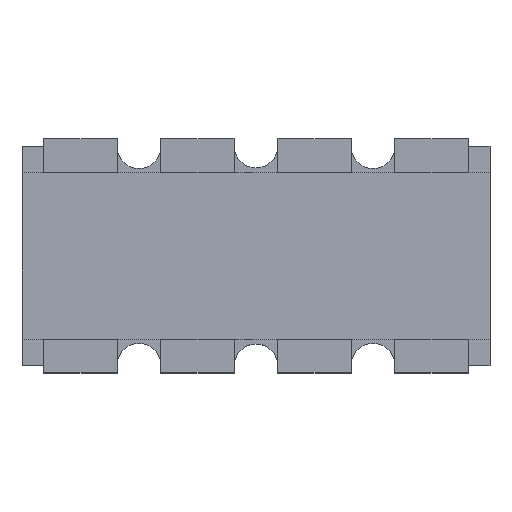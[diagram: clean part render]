
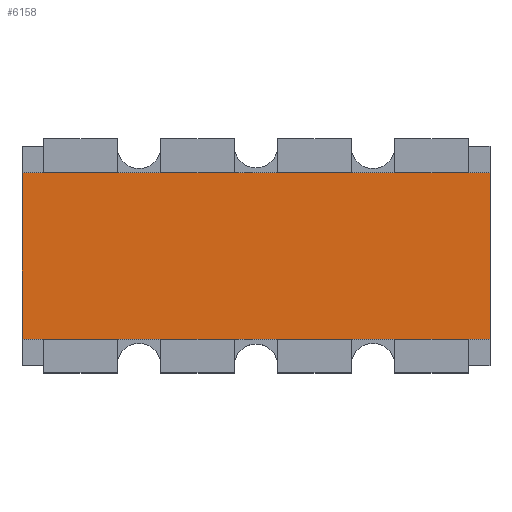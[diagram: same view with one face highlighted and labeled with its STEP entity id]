
A CAD part, top view. The second image highlights one B-rep face of the part: STEP entity #6158.
In plain terms, the highlighted planar face has unit normal (0, 0, 1).
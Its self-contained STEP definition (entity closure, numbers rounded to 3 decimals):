
#5844 = VERTEX_POINT('',#5845);
#5845 = CARTESIAN_POINT('',(-1.6,0.57,0.5));
#5852 = PLANE('',#5853);
#5853 = AXIS2_PLACEMENT_3D('',#5854,#5855,#5856);
#5854 = CARTESIAN_POINT('',(-1.6,0.57,0.45));
#5855 = DIRECTION('',(0.,1.,0.));
#5856 = DIRECTION('',(1.,0.,0.));
#5864 = PLANE('',#5865);
#5865 = AXIS2_PLACEMENT_3D('',#5866,#5867,#5868);
#5866 = CARTESIAN_POINT('',(-1.6,-0.57,0.45));
#5867 = DIRECTION('',(-1.,0.,0.));
#5868 = DIRECTION('',(0.,1.,0.));
#5876 = EDGE_CURVE('',#5844,#5877,#5879,.T.);
#5877 = VERTEX_POINT('',#5878);
#5878 = CARTESIAN_POINT('',(1.6,0.57,0.5));
#5879 = SURFACE_CURVE('',#5880,(#5884,#5891),.PCURVE_S1.);
#5880 = LINE('',#5881,#5882);
#5881 = CARTESIAN_POINT('',(-1.6,0.57,0.5));
#5882 = VECTOR('',#5883,1.);
#5883 = DIRECTION('',(1.,0.,0.));
#5884 = PCURVE('',#5852,#5885);
#5885 = DEFINITIONAL_REPRESENTATION('',(#5886),#5890);
#5886 = LINE('',#5887,#5888);
#5887 = CARTESIAN_POINT('',(0.,-0.05));
#5888 = VECTOR('',#5889,1.);
#5889 = DIRECTION('',(1.,0.));
#5890 = ( GEOMETRIC_REPRESENTATION_CONTEXT(2) 
PARAMETRIC_REPRESENTATION_CONTEXT() REPRESENTATION_CONTEXT('2D SPACE',''
  ) );
#5891 = PCURVE('',#5892,#5897);
#5892 = PLANE('',#5893);
#5893 = AXIS2_PLACEMENT_3D('',#5894,#5895,#5896);
#5894 = CARTESIAN_POINT('',(-1.6,0.57,0.5));
#5895 = DIRECTION('',(0.,0.,1.));
#5896 = DIRECTION('',(1.,0.,0.));
#5897 = DEFINITIONAL_REPRESENTATION('',(#5898),#5902);
#5898 = LINE('',#5899,#5900);
#5899 = CARTESIAN_POINT('',(0.,0.));
#5900 = VECTOR('',#5901,1.);
#5901 = DIRECTION('',(1.,0.));
#5902 = ( GEOMETRIC_REPRESENTATION_CONTEXT(2) 
PARAMETRIC_REPRESENTATION_CONTEXT() REPRESENTATION_CONTEXT('2D SPACE',''
  ) );
#5920 = PLANE('',#5921);
#5921 = AXIS2_PLACEMENT_3D('',#5922,#5923,#5924);
#5922 = CARTESIAN_POINT('',(1.6,0.57,0.45));
#5923 = DIRECTION('',(1.,0.,0.));
#5924 = DIRECTION('',(0.,-1.,0.));
#5962 = EDGE_CURVE('',#5877,#5963,#5965,.T.);
#5963 = VERTEX_POINT('',#5964);
#5964 = CARTESIAN_POINT('',(1.6,-0.57,0.5));
#5965 = SURFACE_CURVE('',#5966,(#5970,#5977),.PCURVE_S1.);
#5966 = LINE('',#5967,#5968);
#5967 = CARTESIAN_POINT('',(1.6,0.57,0.5));
#5968 = VECTOR('',#5969,1.);
#5969 = DIRECTION('',(0.,-1.,0.));
#5970 = PCURVE('',#5920,#5971);
#5971 = DEFINITIONAL_REPRESENTATION('',(#5972),#5976);
#5972 = LINE('',#5973,#5974);
#5973 = CARTESIAN_POINT('',(0.,-0.05));
#5974 = VECTOR('',#5975,1.);
#5975 = DIRECTION('',(1.,0.));
#5976 = ( GEOMETRIC_REPRESENTATION_CONTEXT(2) 
PARAMETRIC_REPRESENTATION_CONTEXT() REPRESENTATION_CONTEXT('2D SPACE',''
  ) );
#5977 = PCURVE('',#5892,#5978);
#5978 = DEFINITIONAL_REPRESENTATION('',(#5979),#5983);
#5979 = LINE('',#5980,#5981);
#5980 = CARTESIAN_POINT('',(3.2,0.));
#5981 = VECTOR('',#5982,1.);
#5982 = DIRECTION('',(0.,-1.));
#5983 = ( GEOMETRIC_REPRESENTATION_CONTEXT(2) 
PARAMETRIC_REPRESENTATION_CONTEXT() REPRESENTATION_CONTEXT('2D SPACE',''
  ) );
#6001 = PLANE('',#6002);
#6002 = AXIS2_PLACEMENT_3D('',#6003,#6004,#6005);
#6003 = CARTESIAN_POINT('',(1.6,-0.57,0.45));
#6004 = DIRECTION('',(0.,-1.,0.));
#6005 = DIRECTION('',(-1.,0.,0.));
#6038 = EDGE_CURVE('',#5963,#6039,#6041,.T.);
#6039 = VERTEX_POINT('',#6040);
#6040 = CARTESIAN_POINT('',(-1.6,-0.57,0.5));
#6041 = SURFACE_CURVE('',#6042,(#6046,#6053),.PCURVE_S1.);
#6042 = LINE('',#6043,#6044);
#6043 = CARTESIAN_POINT('',(1.6,-0.57,0.5));
#6044 = VECTOR('',#6045,1.);
#6045 = DIRECTION('',(-1.,0.,0.));
#6046 = PCURVE('',#6001,#6047);
#6047 = DEFINITIONAL_REPRESENTATION('',(#6048),#6052);
#6048 = LINE('',#6049,#6050);
#6049 = CARTESIAN_POINT('',(0.,-0.05));
#6050 = VECTOR('',#6051,1.);
#6051 = DIRECTION('',(1.,0.));
#6052 = ( GEOMETRIC_REPRESENTATION_CONTEXT(2) 
PARAMETRIC_REPRESENTATION_CONTEXT() REPRESENTATION_CONTEXT('2D SPACE',''
  ) );
#6053 = PCURVE('',#5892,#6054);
#6054 = DEFINITIONAL_REPRESENTATION('',(#6055),#6059);
#6055 = LINE('',#6056,#6057);
#6056 = CARTESIAN_POINT('',(3.2,-1.14));
#6057 = VECTOR('',#6058,1.);
#6058 = DIRECTION('',(-1.,0.));
#6059 = ( GEOMETRIC_REPRESENTATION_CONTEXT(2) 
PARAMETRIC_REPRESENTATION_CONTEXT() REPRESENTATION_CONTEXT('2D SPACE',''
  ) );
#6109 = EDGE_CURVE('',#6039,#5844,#6110,.T.);
#6110 = SURFACE_CURVE('',#6111,(#6115,#6122),.PCURVE_S1.);
#6111 = LINE('',#6112,#6113);
#6112 = CARTESIAN_POINT('',(-1.6,-0.57,0.5));
#6113 = VECTOR('',#6114,1.);
#6114 = DIRECTION('',(0.,1.,0.));
#6115 = PCURVE('',#5864,#6116);
#6116 = DEFINITIONAL_REPRESENTATION('',(#6117),#6121);
#6117 = LINE('',#6118,#6119);
#6118 = CARTESIAN_POINT('',(0.,-0.05));
#6119 = VECTOR('',#6120,1.);
#6120 = DIRECTION('',(1.,0.));
#6121 = ( GEOMETRIC_REPRESENTATION_CONTEXT(2) 
PARAMETRIC_REPRESENTATION_CONTEXT() REPRESENTATION_CONTEXT('2D SPACE',''
  ) );
#6122 = PCURVE('',#5892,#6123);
#6123 = DEFINITIONAL_REPRESENTATION('',(#6124),#6128);
#6124 = LINE('',#6125,#6126);
#6125 = CARTESIAN_POINT('',(0.,-1.14));
#6126 = VECTOR('',#6127,1.);
#6127 = DIRECTION('',(0.,1.));
#6128 = ( GEOMETRIC_REPRESENTATION_CONTEXT(2) 
PARAMETRIC_REPRESENTATION_CONTEXT() REPRESENTATION_CONTEXT('2D SPACE',''
  ) );
#6158 = ADVANCED_FACE('',(#6159),#5892,.T.);
#6159 = FACE_BOUND('',#6160,.F.);
#6160 = EDGE_LOOP('',(#6161,#6162,#6163,#6164));
#6161 = ORIENTED_EDGE('',*,*,#5876,.T.);
#6162 = ORIENTED_EDGE('',*,*,#5962,.T.);
#6163 = ORIENTED_EDGE('',*,*,#6038,.T.);
#6164 = ORIENTED_EDGE('',*,*,#6109,.T.);
